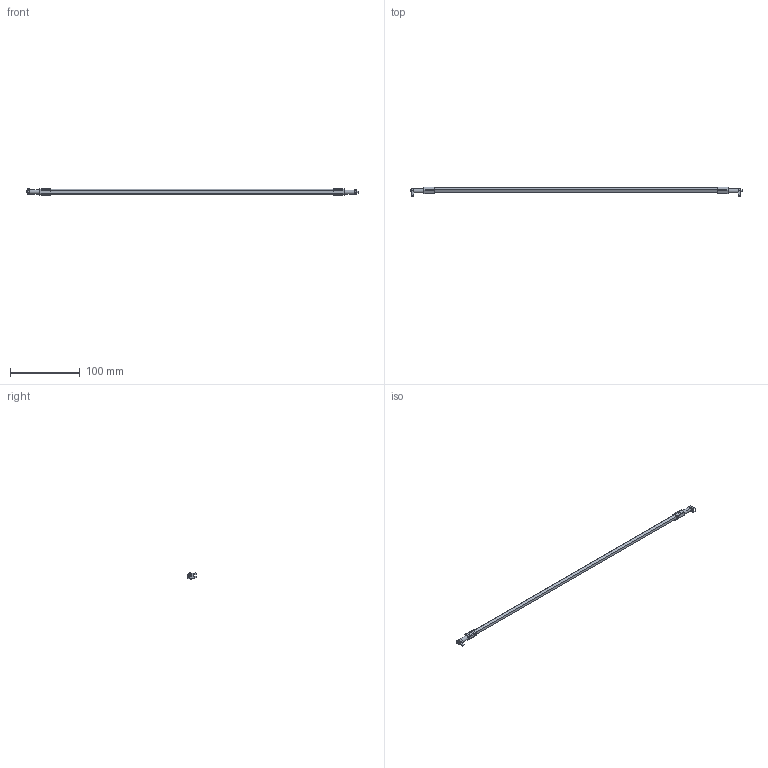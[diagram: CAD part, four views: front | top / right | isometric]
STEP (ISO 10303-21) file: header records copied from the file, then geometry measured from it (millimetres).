
FILE_DESCRIPTION(/* description */ (''),/* implementation_level */ '2;1');
FILE_NAME(/* name */ 'PB-AXISPRO-SYNCHRO-P2O_Simplify_1.stp',/* time_stamp */ '2024-11-05T15:38:00+01:00',/* author */ ('tomaszw'),/* organization */ (''),/* preprocessor_version */ 'ST-DEVELOPER v20',/* originating_system */ 'Autodesk Inventor 2025',/* authorisation */ '');
FILE_SCHEMA (('AUTOMOTIVE_DESIGN { 1 0 10303 214 3 1 1 }'));
Length unit declared in the file: millimetre
Products named in the file (1): PB-AXISPRO-SYNCHRO-P2O_Simplify_1
Bounding box: 477.32 x 13.91 x 9.6 mm (x, y, z)
Volume: 17980.7 mm3; surface area: 13447.4 mm2
Topology: 5 solids, 5 shells, 194 faces, 528 edges, 352 vertices
Faces by surface type: plane 169, cylinder 25
Full cylindrical faces by diameter (mm): 3 x2, 6 x2
Entity records: 6297 total; most frequent: CARTESIAN_POINT 1075, ORIENTED_EDGE 1056, DIRECTION 972, EDGE_CURVE 528, LINE 474, VECTOR 474, VERTEX_POINT 352, AXIS2_PLACEMENT_3D 249
